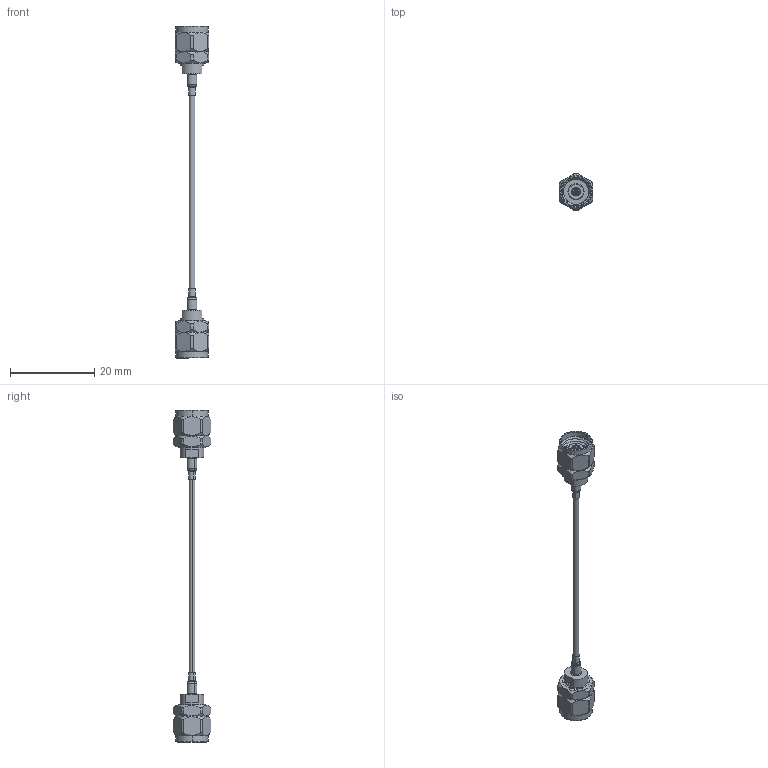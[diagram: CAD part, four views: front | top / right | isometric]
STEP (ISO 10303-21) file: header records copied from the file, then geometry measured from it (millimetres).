
FILE_DESCRIPTION (( 'STEP AP214' ), '1' );
FILE_NAME ('FMCA9971_3D.step', '2024-01-19T19:35:16', ( '' ), ( '' ), 'SwSTEP 2.0', 'SolidWorks 2022', '' );
FILE_SCHEMA (( 'AUTOMOTIVE_DESIGN' ));
Length unit declared in the file: inch
Products named in the file (4): Copy of PE45411^FMCA9971; Copy of PE-P047 Cable New^FMCA9971; FMCA9971_3D; Copy of Heatshrink_047_240177^FMCA9971
Assembly tree (5 placements, depth 2):
  FMCA9971_3D
    Copy of PE-P047 Cable New^FMCA9971
    Copy of Heatshrink_047_240177^FMCA9971  x2
    Copy of PE45411^FMCA9971  x2
Bounding box: 7.92 x 8.88 x 78.99 mm (x, y, z)
Volume: 880.9 mm3; surface area: 1588.8 mm2
Topology: 9 solids, 9 shells, 264 faces, 626 edges, 402 vertices
Faces by surface type: cylinder 136, plane 72, cone 34, torus 16, bspline 6
Entity records: 5515 total; most frequent: CARTESIAN_POINT 2185, DIRECTION 675, ORIENTED_EDGE 632, EDGE_CURVE 316, AXIS2_PLACEMENT_3D 285, VERTEX_POINT 203, EDGE_LOOP 157, CIRCLE 146
